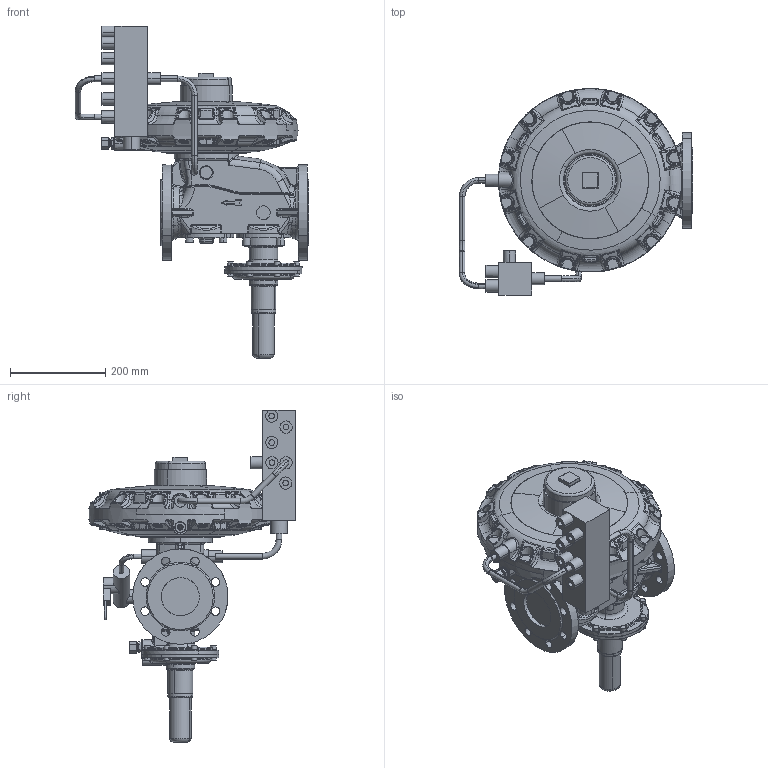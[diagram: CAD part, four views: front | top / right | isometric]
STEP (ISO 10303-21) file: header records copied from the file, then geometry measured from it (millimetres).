
FILE_DESCRIPTION(('CATIA V5 STEP Exchange'),'2;1');
FILE_NAME('RSP 254-080-390-R70-020.stp','2018-04-10T07:18:17+00:00',('none'),('none'),'CATIA Version 5 Release 19 SP 2 (IN-10)','CATIA V5 STEP AP214','none');
FILE_SCHEMA(('AUTOMOTIVE_DESIGN { 1 0 10303 214 1 1 1 1 }'));
Products named in the file (1): RSP 254-080-390-R70-020
Bounding box: 489.8 x 433.53 x 696.55 mm (x, y, z)
Volume: 18146689.8 mm3; surface area: 909252 mm2
Topology: 1 solids, 18 shells, 3019 faces, 7513 edges, 4377 vertices
Faces by surface type: bspline 990, cylinder 771, torus 533, plane 427, cone 190, sphere 93, revolution 11, extrusion 4
Entity records: 163716 total; most frequent: CARTESIAN_POINT 105999, ORIENTED_EDGE 14606, EDGE_CURVE 7303, DIRECTION 6895, VERTEX_POINT 4377, AXIS2_PLACEMENT_3D 3941, B_SPLINE_CURVE_WITH_KNOTS 3694, EDGE_LOOP 3118
